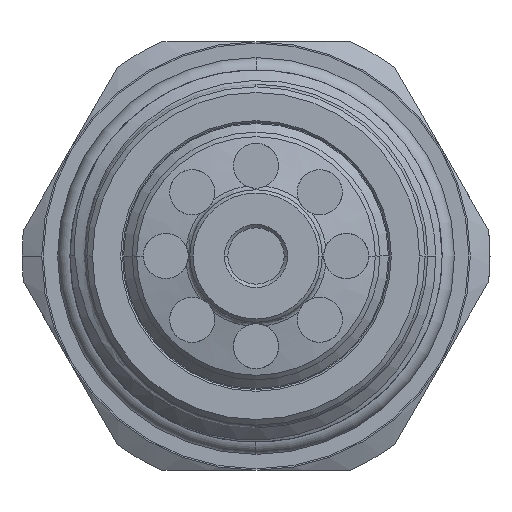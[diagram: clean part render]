
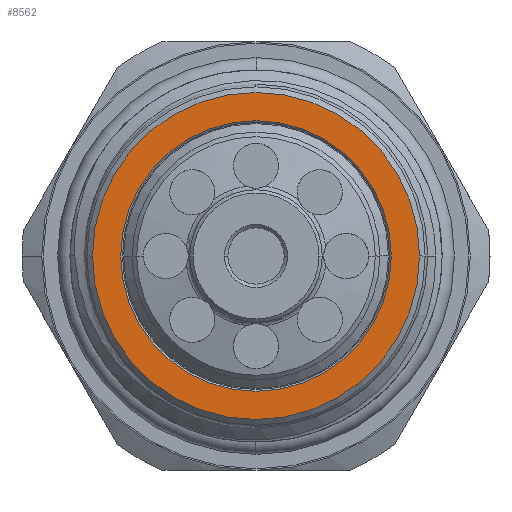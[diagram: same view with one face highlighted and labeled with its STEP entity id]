
A CAD part, left-side view. The second image highlights one B-rep face of the part: STEP entity #8562.
In plain terms, the highlighted planar face has unit normal (-1, 0, 0).
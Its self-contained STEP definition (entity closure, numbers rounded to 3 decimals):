
#193 = CARTESIAN_POINT ( 'NONE',  ( -46.8, 0., 0. ) ) ;
#778 = ORIENTED_EDGE ( 'NONE', *, *, #3637, .T. ) ;
#1106 = DIRECTION ( 'NONE',  ( 0., 1., 0. ) ) ;
#1286 = DIRECTION ( 'NONE',  ( 1., 0., 0. ) ) ;
#1747 = ORIENTED_EDGE ( 'NONE', *, *, #5985, .T. ) ;
#1910 = VERTEX_POINT ( 'NONE', #11690 ) ;
#2079 = EDGE_LOOP ( 'NONE', ( #778, #7758 ) ) ;
#2461 = CIRCLE ( 'NONE', #6106, 14.5 ) ;
#2901 = CIRCLE ( 'NONE', #8142, 14.5 ) ;
#3637 = EDGE_CURVE ( 'NONE', #10269, #9421, #2461, .T. ) ;
#3737 = CIRCLE ( 'NONE', #9174, 12. ) ;
#4019 = FACE_BOUND ( 'NONE', #8344, .T. ) ;
#4028 = CARTESIAN_POINT ( 'NONE',  ( -46.8, 0., 0. ) ) ;
#4052 = EDGE_CURVE ( 'NONE', #9421, #10269, #2901, .T. ) ;
#4103 = ORIENTED_EDGE ( 'NONE', *, *, #10242, .T. ) ;
#4892 = DIRECTION ( 'NONE',  ( -1., 0., 0. ) ) ;
#4914 = CIRCLE ( 'NONE', #5637, 12. ) ;
#5507 = VERTEX_POINT ( 'NONE', #6017 ) ;
#5637 = AXIS2_PLACEMENT_3D ( 'NONE', #6985, #1286, #7951 ) ;
#5985 = EDGE_CURVE ( 'NONE', #1910, #5507, #4914, .T. ) ;
#6017 = CARTESIAN_POINT ( 'NONE',  ( -46.8, -12., 0. ) ) ;
#6052 = AXIS2_PLACEMENT_3D ( 'NONE', #6344, #7279, #6259 ) ;
#6106 = AXIS2_PLACEMENT_3D ( 'NONE', #7777, #10473, #7663 ) ;
#6259 = DIRECTION ( 'NONE',  ( 0., 1., 0. ) ) ;
#6344 = CARTESIAN_POINT ( 'NONE',  ( -46.8, 0., 0. ) ) ;
#6985 = CARTESIAN_POINT ( 'NONE',  ( -46.8, 0., 0. ) ) ;
#7183 = FACE_OUTER_BOUND ( 'NONE', #2079, .T. ) ;
#7279 = DIRECTION ( 'NONE',  ( 1., 0., 0. ) ) ;
#7663 = DIRECTION ( 'NONE',  ( 0., 1., 0. ) ) ;
#7727 = CARTESIAN_POINT ( 'NONE',  ( -46.8, 14.5, 0. ) ) ;
#7758 = ORIENTED_EDGE ( 'NONE', *, *, #4052, .T. ) ;
#7777 = CARTESIAN_POINT ( 'NONE',  ( -46.8, 0., 0. ) ) ;
#7951 = DIRECTION ( 'NONE',  ( 0., 1., 0. ) ) ;
#8120 = CARTESIAN_POINT ( 'NONE',  ( -46.8, -14.5, 0. ) ) ;
#8142 = AXIS2_PLACEMENT_3D ( 'NONE', #4028, #4892, #8744 ) ;
#8344 = EDGE_LOOP ( 'NONE', ( #4103, #1747 ) ) ;
#8562 = ADVANCED_FACE ( 'NONE', ( #4019, #7183 ), #11879, .F. ) ;
#8744 = DIRECTION ( 'NONE',  ( 0., 1., 0. ) ) ;
#9174 = AXIS2_PLACEMENT_3D ( 'NONE', #193, #10494, #1106 ) ;
#9421 = VERTEX_POINT ( 'NONE', #8120 ) ;
#10242 = EDGE_CURVE ( 'NONE', #5507, #1910, #3737, .T. ) ;
#10269 = VERTEX_POINT ( 'NONE', #7727 ) ;
#10473 = DIRECTION ( 'NONE',  ( -1., 0., 0. ) ) ;
#10494 = DIRECTION ( 'NONE',  ( 1., 0., 0. ) ) ;
#11690 = CARTESIAN_POINT ( 'NONE',  ( -46.8, 12., 0. ) ) ;
#11879 = PLANE ( 'NONE',  #6052 ) ;
